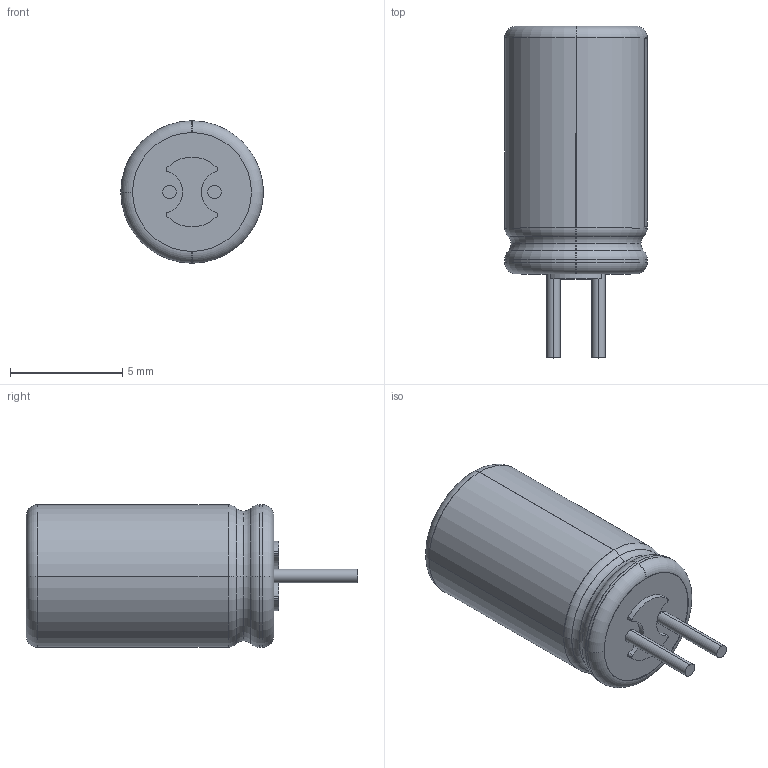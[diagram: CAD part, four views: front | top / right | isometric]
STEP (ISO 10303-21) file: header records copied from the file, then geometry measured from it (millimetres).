
FILE_DESCRIPTION (( 'STEP AP214' ), '1' );
FILE_NAME ('User Library-Cap electro 6.3x11x2mm.STEP', '2019-04-03T08:00:31', ( '' ), ( '' ), 'SwSTEP 2.0', 'SolidWorks 2019', '' );
FILE_SCHEMA (( 'AUTOMOTIVE_DESIGN' ));
Length unit declared in the file: millimetre
Products named in the file (1): User Library-Cap electro 6.3x11x2mm
Bounding box: 6.35 x 14.8 x 6.35 mm (x, y, z)
Surface area: 636.2 mm2 (no closed solid volume)
Topology: 0 solids, 4 shells, 105 faces, 276 edges, 189 vertices
Faces by surface type: cylinder 63, torus 36, plane 6
Entity records: 4418 total; most frequent: CARTESIAN_POINT 643, DIRECTION 626, ORIENTED_EDGE 498, EDGE_CURVE 276, AXIS2_PLACEMENT_3D 268, VERTEX_POINT 189, CIRCLE 162, EDGE_LOOP 118
